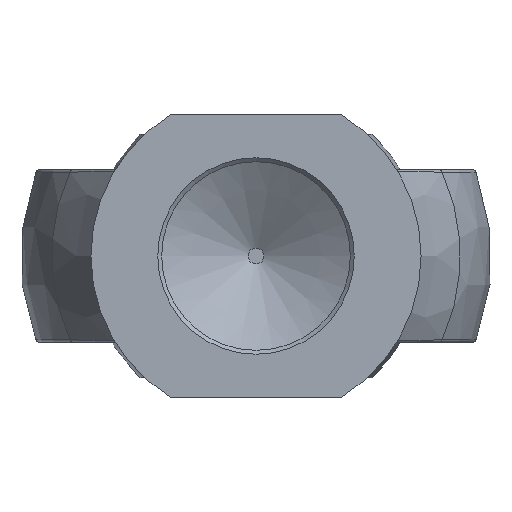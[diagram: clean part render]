
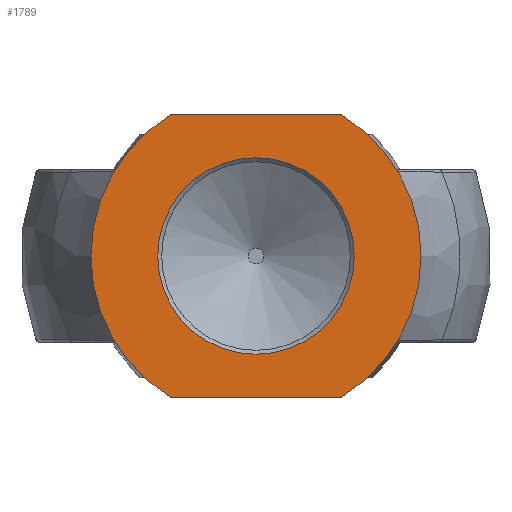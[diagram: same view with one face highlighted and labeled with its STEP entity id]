
A CAD part, front view. The second image highlights one B-rep face of the part: STEP entity #1789.
In plain terms, the highlighted planar face has unit normal (0, -1, 0).
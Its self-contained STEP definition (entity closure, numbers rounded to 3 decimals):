
#63 = DIRECTION ( 'NONE',  ( 0., 0., -1. ) ) ;
#67 = CIRCLE ( 'NONE', #2331, 21. ) ;
#71 = CARTESIAN_POINT ( 'NONE',  ( 0., -94., -12.5 ) ) ;
#141 = CIRCLE ( 'NONE', #266, 21. ) ;
#147 = DIRECTION ( 'NONE',  ( 0., -1., 0. ) ) ;
#159 = AXIS2_PLACEMENT_3D ( 'NONE', #547, #2219, #1358 ) ;
#163 = CARTESIAN_POINT ( 'NONE',  ( -10.761, -94., 17.8 ) ) ;
#170 = VERTEX_POINT ( 'NONE', #175 ) ;
#175 = CARTESIAN_POINT ( 'NONE',  ( 10.761, -94., -18. ) ) ;
#261 = ORIENTED_EDGE ( 'NONE', *, *, #1264, .T. ) ;
#266 = AXIS2_PLACEMENT_3D ( 'NONE', #1974, #1198, #1401 ) ;
#273 = EDGE_CURVE ( 'NONE', #1221, #1277, #1509, .T. ) ;
#374 = CIRCLE ( 'NONE', #1910, 0.2 ) ;
#389 = DIRECTION ( 'NONE',  ( 0., 0., -1. ) ) ;
#450 = VERTEX_POINT ( 'NONE', #2687 ) ;
#547 = CARTESIAN_POINT ( 'NONE',  ( 0., -94., 0. ) ) ;
#579 = EDGE_CURVE ( 'NONE', #170, #2027, #2129, .T. ) ;
#627 = CARTESIAN_POINT ( 'NONE',  ( -10.761, -94., -18. ) ) ;
#707 = AXIS2_PLACEMENT_3D ( 'NONE', #2416, #2595, #2653 ) ;
#722 = VERTEX_POINT ( 'NONE', #71 ) ;
#727 = CIRCLE ( 'NONE', #1081, 0.2 ) ;
#797 = CARTESIAN_POINT ( 'NONE',  ( -30., -94., 18. ) ) ;
#818 = AXIS2_PLACEMENT_3D ( 'NONE', #163, #147, #979 ) ;
#934 = ORIENTED_EDGE ( 'NONE', *, *, #1420, .T. ) ;
#979 = DIRECTION ( 'NONE',  ( 0., 0., -1. ) ) ;
#1038 = CARTESIAN_POINT ( 'NONE',  ( 0., -94., 0. ) ) ;
#1040 = CARTESIAN_POINT ( 'NONE',  ( -10.865, -94., 17.971 ) ) ;
#1062 = CIRCLE ( 'NONE', #707, 12.5 ) ;
#1074 = DIRECTION ( 'NONE',  ( -1., 0., 0. ) ) ;
#1081 = AXIS2_PLACEMENT_3D ( 'NONE', #1173, #1998, #2452 ) ;
#1112 = VECTOR ( 'NONE', #1074, 1000. ) ;
#1115 = DIRECTION ( 'NONE',  ( 0., -1., 0. ) ) ;
#1173 = CARTESIAN_POINT ( 'NONE',  ( 10.761, -94., -17.8 ) ) ;
#1179 = PLANE ( 'NONE',  #159 ) ;
#1198 = DIRECTION ( 'NONE',  ( 0., -1., 0. ) ) ;
#1221 = VERTEX_POINT ( 'NONE', #1816 ) ;
#1223 = EDGE_LOOP ( 'NONE', ( #1312 ) ) ;
#1264 = EDGE_CURVE ( 'NONE', #1771, #1671, #1482, .T. ) ;
#1269 = DIRECTION ( 'NONE',  ( 0., -1., 0. ) ) ;
#1277 = VERTEX_POINT ( 'NONE', #1831 ) ;
#1304 = ORIENTED_EDGE ( 'NONE', *, *, #1437, .T. ) ;
#1312 = ORIENTED_EDGE ( 'NONE', *, *, #1594, .T. ) ;
#1358 = DIRECTION ( 'NONE',  ( 0., 0., -1. ) ) ;
#1394 = ORIENTED_EDGE ( 'NONE', *, *, #2000, .T. ) ;
#1401 = DIRECTION ( 'NONE',  ( 0., 0., -1. ) ) ;
#1420 = EDGE_CURVE ( 'NONE', #450, #2027, #374, .T. ) ;
#1437 = EDGE_CURVE ( 'NONE', #170, #1815, #727, .T. ) ;
#1482 = CIRCLE ( 'NONE', #818, 0.2 ) ;
#1501 = CARTESIAN_POINT ( 'NONE',  ( -30., -94., -18. ) ) ;
#1509 = CIRCLE ( 'NONE', #1894, 0.2 ) ;
#1532 = CARTESIAN_POINT ( 'NONE',  ( 10.761, -94., 17.8 ) ) ;
#1537 = EDGE_CURVE ( 'NONE', #1671, #450, #141, .T. ) ;
#1583 = ORIENTED_EDGE ( 'NONE', *, *, #1537, .T. ) ;
#1587 = EDGE_LOOP ( 'NONE', ( #1583, #934, #2605, #1304, #1394, #1942, #2603, #261 ) ) ;
#1594 = EDGE_CURVE ( 'NONE', #722, #722, #1062, .T. ) ;
#1671 = VERTEX_POINT ( 'NONE', #1040 ) ;
#1771 = VERTEX_POINT ( 'NONE', #2621 ) ;
#1789 = ADVANCED_FACE ( 'NONE', ( #2592, #2021 ), #1179, .T. ) ;
#1811 = DIRECTION ( 'NONE',  ( 0., 0., -1. ) ) ;
#1815 = VERTEX_POINT ( 'NONE', #2607 ) ;
#1816 = CARTESIAN_POINT ( 'NONE',  ( 10.865, -94., 17.971 ) ) ;
#1831 = CARTESIAN_POINT ( 'NONE',  ( 10.761, -94., 18. ) ) ;
#1836 = DIRECTION ( 'NONE',  ( 1., 0., 0. ) ) ;
#1872 = EDGE_CURVE ( 'NONE', #1771, #1277, #2683, .T. ) ;
#1894 = AXIS2_PLACEMENT_3D ( 'NONE', #1532, #1115, #63 ) ;
#1910 = AXIS2_PLACEMENT_3D ( 'NONE', #2644, #2391, #1811 ) ;
#1942 = ORIENTED_EDGE ( 'NONE', *, *, #273, .T. ) ;
#1974 = CARTESIAN_POINT ( 'NONE',  ( 0., -94., 0. ) ) ;
#1998 = DIRECTION ( 'NONE',  ( 0., -1., 0. ) ) ;
#2000 = EDGE_CURVE ( 'NONE', #1815, #1221, #67, .T. ) ;
#2021 = FACE_OUTER_BOUND ( 'NONE', #1587, .T. ) ;
#2027 = VERTEX_POINT ( 'NONE', #627 ) ;
#2129 = LINE ( 'NONE', #1501, #1112 ) ;
#2136 = VECTOR ( 'NONE', #1836, 1000. ) ;
#2219 = DIRECTION ( 'NONE',  ( 0., -1., 0. ) ) ;
#2331 = AXIS2_PLACEMENT_3D ( 'NONE', #1038, #1269, #389 ) ;
#2391 = DIRECTION ( 'NONE',  ( 0., -1., 0. ) ) ;
#2416 = CARTESIAN_POINT ( 'NONE',  ( 0., -94., 0. ) ) ;
#2452 = DIRECTION ( 'NONE',  ( 0., 0., -1. ) ) ;
#2592 = FACE_BOUND ( 'NONE', #1223, .T. ) ;
#2595 = DIRECTION ( 'NONE',  ( 0., 1., 0. ) ) ;
#2603 = ORIENTED_EDGE ( 'NONE', *, *, #1872, .F. ) ;
#2605 = ORIENTED_EDGE ( 'NONE', *, *, #579, .F. ) ;
#2607 = CARTESIAN_POINT ( 'NONE',  ( 10.865, -94., -17.971 ) ) ;
#2621 = CARTESIAN_POINT ( 'NONE',  ( -10.761, -94., 18. ) ) ;
#2644 = CARTESIAN_POINT ( 'NONE',  ( -10.761, -94., -17.8 ) ) ;
#2653 = DIRECTION ( 'NONE',  ( 0., 0., -1. ) ) ;
#2683 = LINE ( 'NONE', #797, #2136 ) ;
#2687 = CARTESIAN_POINT ( 'NONE',  ( -10.865, -94., -17.971 ) ) ;
